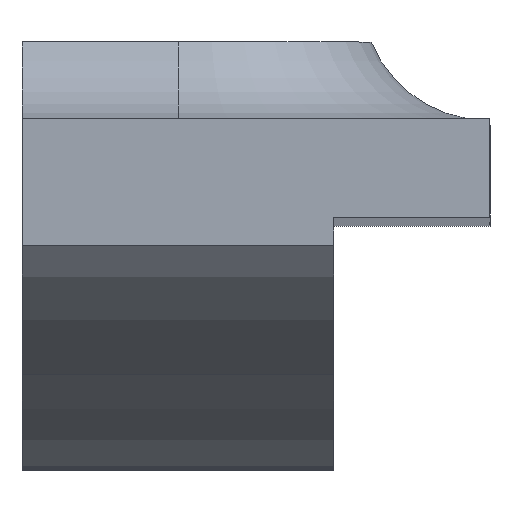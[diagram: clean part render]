
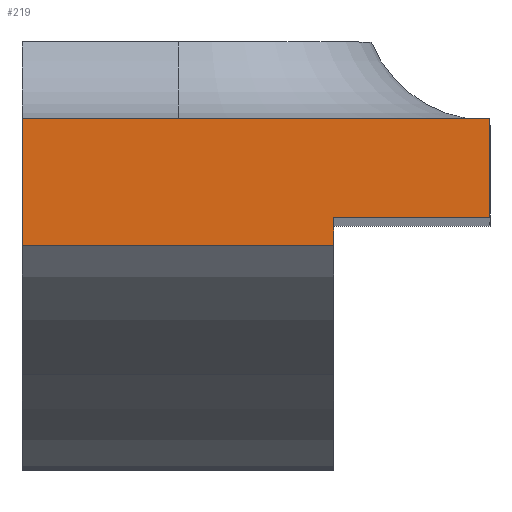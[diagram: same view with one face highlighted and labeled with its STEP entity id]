
A CAD part, top view. The second image highlights one B-rep face of the part: STEP entity #219.
In plain terms, the highlighted planar face has unit normal (0, 0, 1).
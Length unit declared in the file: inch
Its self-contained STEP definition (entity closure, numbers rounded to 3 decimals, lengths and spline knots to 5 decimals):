
#5 = DIRECTION ( 'NONE',  ( -1., 0., 0. ) ) ;
#18 = EDGE_CURVE ( 'NONE', #1130, #547, #541, .T. ) ;
#91 = EDGE_LOOP ( 'NONE', ( #1315, #241, #391, #945, #815, #653 ) ) ;
#95 = LINE ( 'NONE', #1197, #297 ) ;
#112 = EDGE_CURVE ( 'NONE', #758, #203, #95, .T. ) ;
#203 = VERTEX_POINT ( 'NONE', #1121 ) ;
#205 = CARTESIAN_POINT ( 'NONE',  ( 0.25, -13.27838, 1.93 ) ) ;
#213 = LINE ( 'NONE', #773, #560 ) ;
#219 = ADVANCED_FACE ( 'NONE', ( #1126 ), #268, .T. ) ;
#229 = LINE ( 'NONE', #813, #365 ) ;
#241 = ORIENTED_EDGE ( 'NONE', *, *, #18, .F. ) ;
#253 = EDGE_CURVE ( 'NONE', #547, #203, #229, .T. ) ;
#268 = PLANE ( 'NONE',  #1166 ) ;
#272 = CARTESIAN_POINT ( 'NONE',  ( 0.375, -13.17659, 1.93 ) ) ;
#277 = DIRECTION ( 'NONE',  ( 1., 0., 0. ) ) ;
#297 = VECTOR ( 'NONE', #993, 39.37008 ) ;
#324 = CARTESIAN_POINT ( 'NONE',  ( 0.375, -17.01866, 1.93 ) ) ;
#339 = CARTESIAN_POINT ( 'NONE',  ( 0., -13.27838, 1.93 ) ) ;
#365 = VECTOR ( 'NONE', #408, 39.37008 ) ;
#391 = ORIENTED_EDGE ( 'NONE', *, *, #1338, .T. ) ;
#408 = DIRECTION ( 'NONE',  ( 0., 1., 0. ) ) ;
#431 = DIRECTION ( 'NONE',  ( 0., 1., 0. ) ) ;
#480 = CARTESIAN_POINT ( 'NONE',  ( 0.25, -13.25659, 1.93 ) ) ;
#510 = LINE ( 'NONE', #1308, #1178 ) ;
#541 = LINE ( 'NONE', #205, #1340 ) ;
#547 = VERTEX_POINT ( 'NONE', #339 ) ;
#548 = EDGE_CURVE ( 'NONE', #1002, #1357, #213, .T. ) ;
#560 = VECTOR ( 'NONE', #1285, 39.37008 ) ;
#653 = ORIENTED_EDGE ( 'NONE', *, *, #112, .T. ) ;
#676 = CARTESIAN_POINT ( 'NONE',  ( 0.375, -13.25659, 1.93 ) ) ;
#758 = VERTEX_POINT ( 'NONE', #272 ) ;
#773 = CARTESIAN_POINT ( 'NONE',  ( 0.25, -13.25659, 1.93 ) ) ;
#813 = CARTESIAN_POINT ( 'NONE',  ( 0., 0., 1.93 ) ) ;
#815 = ORIENTED_EDGE ( 'NONE', *, *, #1169, .T. ) ;
#850 = VECTOR ( 'NONE', #431, 39.37008 ) ;
#945 = ORIENTED_EDGE ( 'NONE', *, *, #548, .F. ) ;
#993 = DIRECTION ( 'NONE',  ( -1., 0., 0. ) ) ;
#996 = DIRECTION ( 'NONE',  ( 0., 1., 0. ) ) ;
#1002 = VERTEX_POINT ( 'NONE', #676 ) ;
#1009 = CARTESIAN_POINT ( 'NONE',  ( 0.25, 0., 1.93 ) ) ;
#1121 = CARTESIAN_POINT ( 'NONE',  ( 0., -13.17659, 1.93 ) ) ;
#1126 = FACE_OUTER_BOUND ( 'NONE', #91, .T. ) ;
#1130 = VERTEX_POINT ( 'NONE', #1272 ) ;
#1166 = AXIS2_PLACEMENT_3D ( 'NONE', #1009, #1211, #277 ) ;
#1169 = EDGE_CURVE ( 'NONE', #1002, #758, #1348, .T. ) ;
#1178 = VECTOR ( 'NONE', #996, 39.37008 ) ;
#1197 = CARTESIAN_POINT ( 'NONE',  ( 0.25, -13.17659, 1.93 ) ) ;
#1211 = DIRECTION ( 'NONE',  ( 0., 0., 1. ) ) ;
#1272 = CARTESIAN_POINT ( 'NONE',  ( 0.25, -13.27838, 1.93 ) ) ;
#1285 = DIRECTION ( 'NONE',  ( -1., 0., 0. ) ) ;
#1308 = CARTESIAN_POINT ( 'NONE',  ( 0.25, 0., 1.93 ) ) ;
#1315 = ORIENTED_EDGE ( 'NONE', *, *, #253, .F. ) ;
#1338 = EDGE_CURVE ( 'NONE', #1130, #1357, #510, .T. ) ;
#1340 = VECTOR ( 'NONE', #5, 39.37008 ) ;
#1348 = LINE ( 'NONE', #324, #850 ) ;
#1357 = VERTEX_POINT ( 'NONE', #480 ) ;
